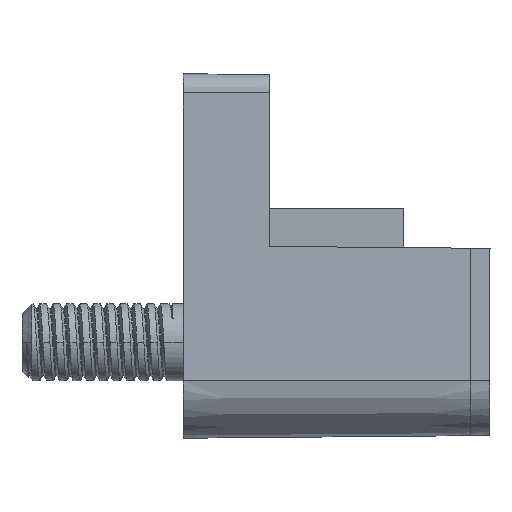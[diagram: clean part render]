
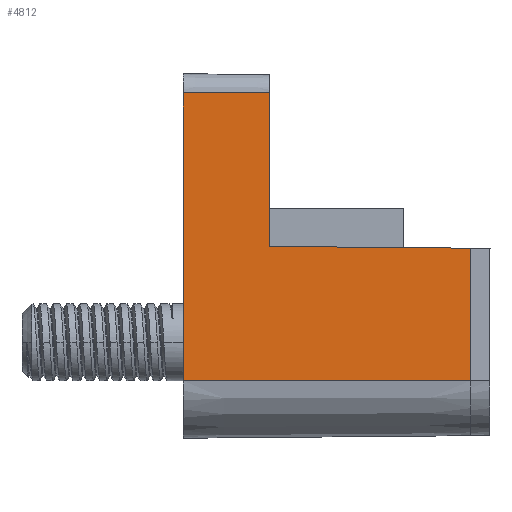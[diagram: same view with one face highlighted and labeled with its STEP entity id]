
A CAD part, left-side view. The second image highlights one B-rep face of the part: STEP entity #4812.
In plain terms, the highlighted planar face has unit normal (-1, -0.009, 0).
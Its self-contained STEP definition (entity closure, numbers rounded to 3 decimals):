
#258=DIRECTION('',(-0.009,1.,0.));
#259=VECTOR('',#258,4.5);
#260=CARTESIAN_POINT('',(-16.961,1.25,12.));
#261=LINE('',#260,#259);
#266=DIRECTION('',(0.,0.,1.));
#267=VECTOR('',#266,15.);
#268=CARTESIAN_POINT('',(-17.,5.75,-3.));
#269=LINE('',#268,#267);
#270=DIRECTION('',(0.,0.,-1.));
#271=VECTOR('',#270,8.);
#272=CARTESIAN_POINT('',(-16.961,1.25,12.));
#273=LINE('',#272,#271);
#279=DIRECTION('',(0.,0.,1.));
#280=VECTOR('',#279,6.908);
#281=CARTESIAN_POINT('',(-16.869,-9.25,
-3.));
#282=LINE('',#281,#280);
#310=DIRECTION('',(0.009,-1.,0.));
#311=VECTOR('',#310,15.001);
#312=CARTESIAN_POINT('',(-17.,5.75,-3.));
#313=LINE('',#312,#311);
#2033=DIRECTION('',(-0.009,1.,0.009));
#2034=VECTOR('',#2033,10.501);
#2035=CARTESIAN_POINT('',(-16.869,-9.25,3.908));
#2036=LINE('',#2035,#2034);
#3917=CARTESIAN_POINT('',(-17.,5.75,12.));
#3918=VERTEX_POINT('',#3917);
#3919=CARTESIAN_POINT('',(-17.,5.75,-3.));
#3920=VERTEX_POINT('',#3919);
#3943=CARTESIAN_POINT('',(-16.961,1.25,12.));
#3944=VERTEX_POINT('',#3943);
#3945=CARTESIAN_POINT('',(-16.869,-9.25,
-3.));
#3946=CARTESIAN_POINT('',(-16.869,-9.25,3.908));
#3947=VERTEX_POINT('',#3945);
#3948=VERTEX_POINT('',#3946);
#3949=CARTESIAN_POINT('',(-16.961,1.25,4.));
#3950=VERTEX_POINT('',#3949);
#4795=CARTESIAN_POINT('',(-17.,5.75,-4.505));
#4796=DIRECTION('',(-1.,-0.009,0.));
#4797=DIRECTION('',(0.009,-1.,0.));
#4798=AXIS2_PLACEMENT_3D('',#4795,#4796,#4797);
#4799=PLANE('',#4798);
#4801=ORIENTED_EDGE('',*,*,#4800,.F.);
#4803=ORIENTED_EDGE('',*,*,#4802,.F.);
#4804=ORIENTED_EDGE('',*,*,#4710,.T.);
#4805=ORIENTED_EDGE('',*,*,#4786,.F.);
#4807=ORIENTED_EDGE('',*,*,#4806,.T.);
#4809=ORIENTED_EDGE('',*,*,#4808,.F.);
#4810=EDGE_LOOP('',(#4801,#4803,#4804,#4805,#4807,#4809));
#4811=FACE_OUTER_BOUND('',#4810,.F.);
#4710=EDGE_CURVE('',#3920,#3918,#269,.T.);
#4786=EDGE_CURVE('',#3944,#3918,#261,.T.);
#4800=EDGE_CURVE('',#3947,#3948,#282,.T.);
#4802=EDGE_CURVE('',#3920,#3947,#313,.T.);
#4806=EDGE_CURVE('',#3944,#3950,#273,.T.);
#4808=EDGE_CURVE('',#3948,#3950,#2036,.T.);
#4812=ADVANCED_FACE('',(#4811),#4799,.T.);
